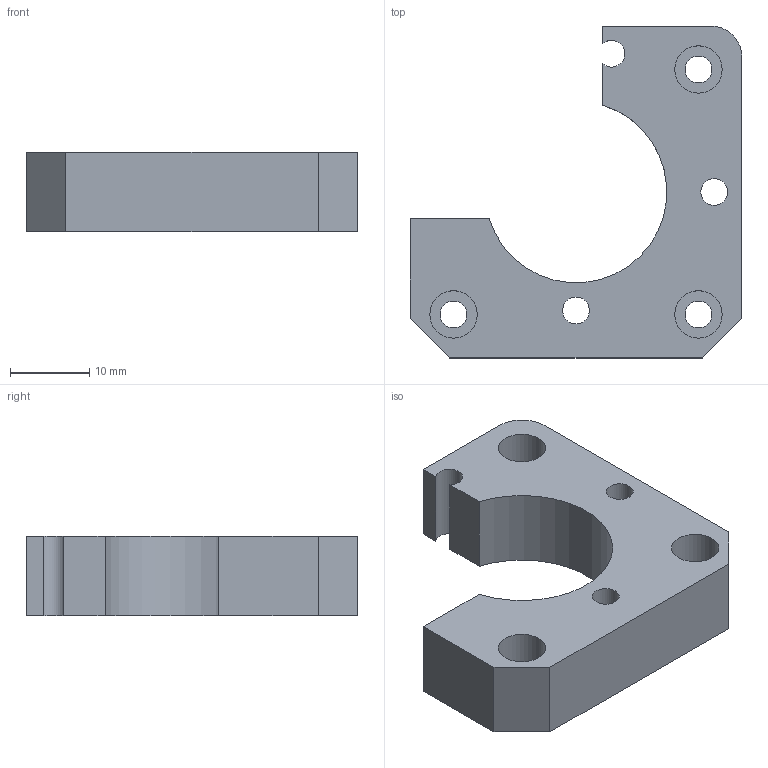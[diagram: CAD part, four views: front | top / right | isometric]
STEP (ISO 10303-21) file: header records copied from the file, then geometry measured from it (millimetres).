
FILE_DESCRIPTION(('FreeCAD Model'),'2;1');
FILE_NAME('Drakon_Base.step','2018-09-06T07:08:24',('Author'),(''), 'Open CASCADE STEP processor 6.8','FreeCAD','Unknown');
FILE_SCHEMA(('AUTOMOTIVE_DESIGN_CC2 { 1 2 10303 214 -1 1 5 4 }'));
Length unit declared in the file: millimetre
Products named in the file (2): ASSEMBLY; Base_Chamfer_Corner
Assembly tree (1 placements, depth 2):
  ASSEMBLY
    Base_Chamfer_Corner
Bounding box: 42 x 42 x 10 mm (x, y, z)
Volume: 8168.5 mm3; surface area: 4321.3 mm2
Topology: 1 solids, 1 shells, 39 faces, 98 edges, 66 vertices
Faces by surface type: plane 28, cylinder 11
Full cylindrical faces by diameter (mm): 3.4 x5, 6 x3
Entity records: 2510 total; most frequent: CARTESIAN_POINT 423, DIRECTION 393, LINE 242, VECTOR 242, ORIENTED_EDGE 196, PCURVE 196, DEFINITIONAL_REPRESENTATION 196, EDGE_CURVE 98
